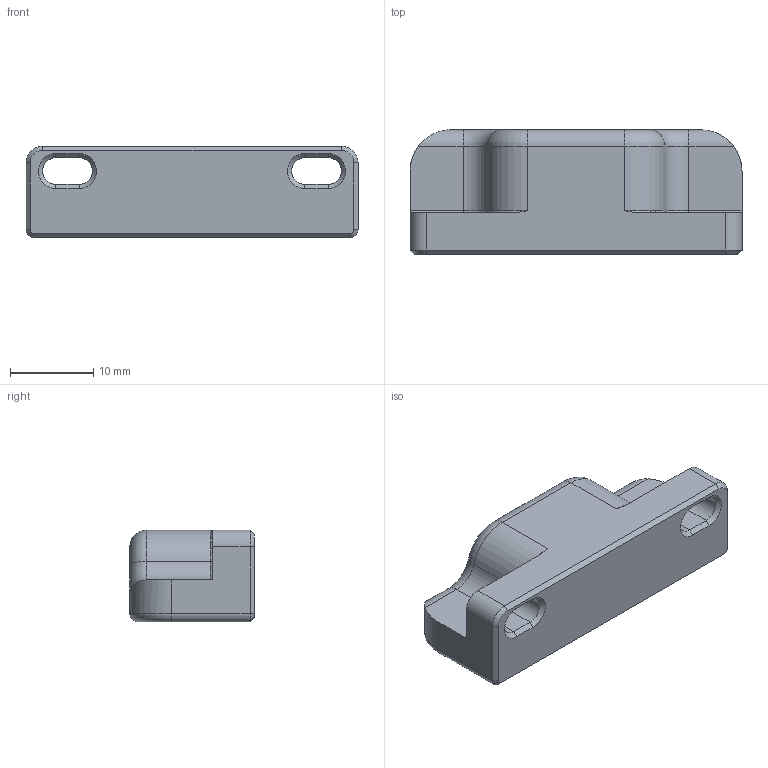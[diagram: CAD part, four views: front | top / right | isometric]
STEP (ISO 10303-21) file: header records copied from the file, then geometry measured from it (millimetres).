
FILE_DESCRIPTION (( 'STEP AP203' ), '1' );
FILE_NAME ('10379_U1Custom-BottomDoorStop-revC-RC2.STEP', '2023-08-17T18:27:45', ( '' ), ( '' ), 'SwSTEP 2.0', 'SolidWorks 2022', '' );
FILE_SCHEMA (( 'CONFIG_CONTROL_DESIGN' ));
Length unit declared in the file: millimetre
Products named in the file (1): 10379_U1Custom-BottomDoorStop-revC-RC2
Bounding box: 40 x 15 x 11.05 mm (x, y, z)
Volume: 4706.8 mm3; surface area: 2469.9 mm2
Topology: 1 solids, 1 shells, 104 faces, 262 edges, 162 vertices
Faces by surface type: cylinder 46, plane 28, cone 20, torus 10
Entity records: 3309 total; most frequent: CARTESIAN_POINT 691, DIRECTION 560, ORIENTED_EDGE 524, EDGE_CURVE 262, AXIS2_PLACEMENT_3D 221, VERTEX_POINT 162, VECTOR 118, LINE 118
